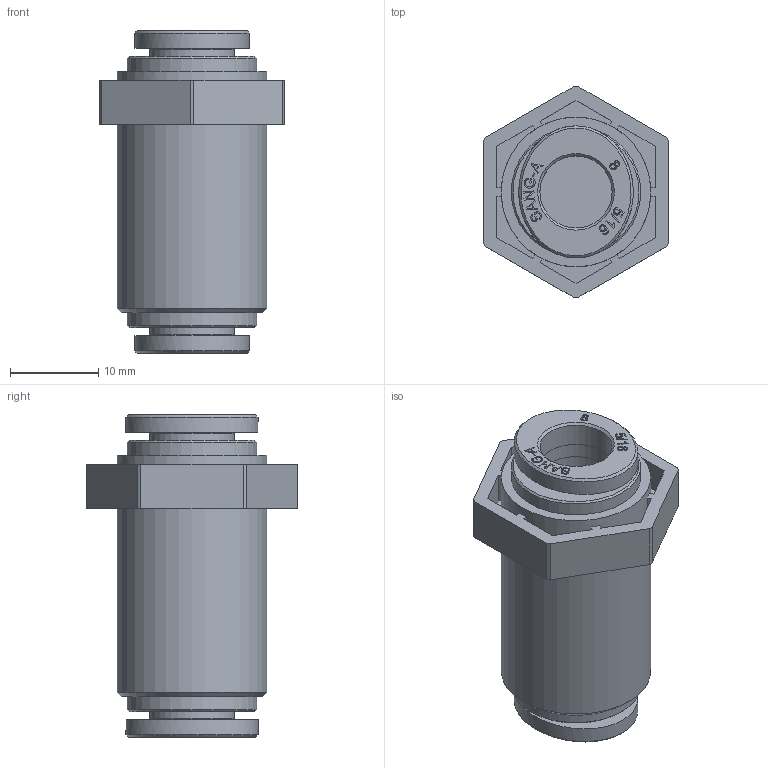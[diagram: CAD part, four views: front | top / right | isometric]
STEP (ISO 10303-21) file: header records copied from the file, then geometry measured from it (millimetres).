
FILE_DESCRIPTION((''),'2;1');
FILE_NAME('HR-PPM 08.stp','2020-03-19T17:12:58',('user'),(''),'Autodesk Inventor 2013','Autodesk Inventor 2013','');
FILE_SCHEMA(('AUTOMOTIVE_DESIGN { 1 0 10303 214 1 1 1 1 }'));
Length unit declared in the file: millimetre
Products named in the file (5): 조립품2 (세부 수준1); HR-PPM 08 BODY; HR-COLLAR 08; HR-Collar 08L(SUS); HR-SLEEVE 08
Assembly tree (5 placements, depth 3):
  조립품2 (세부 수준1)
    HR-PPM 08 BODY
    HR-COLLAR 08  x2
      HR-Collar 08L(SUS)
      HR-SLEEVE 08
Bounding box: 21 x 24 x 36.6 mm (x, y, z)
Volume: 6241.8 mm3; surface area: 4852.7 mm2
Topology: 5 solids, 5 shells, 373 faces, 970 edges, 645 vertices
Faces by surface type: plane 206, bspline 142, cylinder 18, cone 7
Full cylindrical faces by diameter (mm): 8.2 x6, 9.6 x2, 14.7 x2, 17 x2
Entity records: 6996 total; most frequent: CARTESIAN_POINT 2127, ORIENTED_EDGE 1078, DIRECTION 747, EDGE_CURVE 539, VERTEX_POINT 366, VECTOR 355, LINE 355, EDGE_LOOP 251
